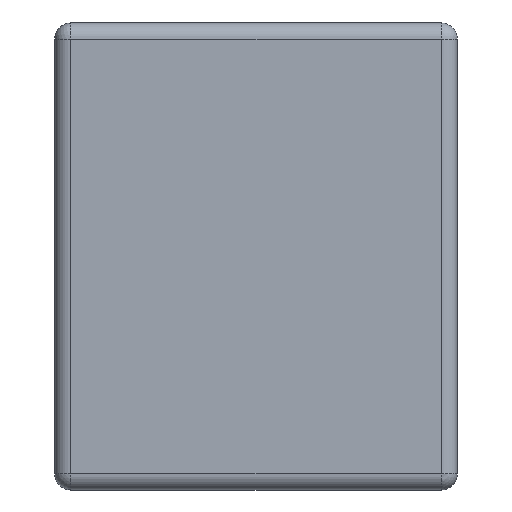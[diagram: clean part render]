
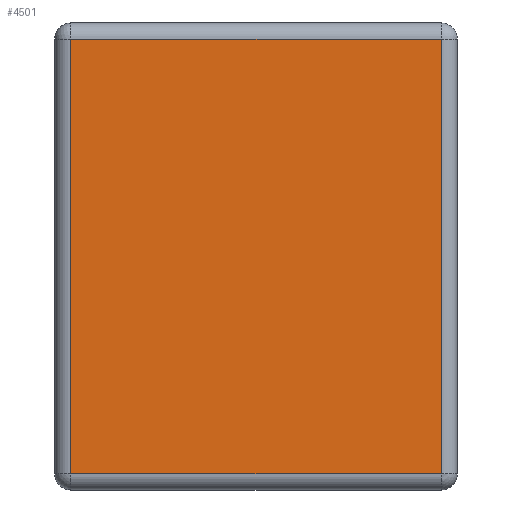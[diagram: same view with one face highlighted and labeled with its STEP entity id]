
A CAD part, left-side view. The second image highlights one B-rep face of the part: STEP entity #4501.
In plain terms, the highlighted face is planar.
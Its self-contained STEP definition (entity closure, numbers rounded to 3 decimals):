
#441=PLANE('',#4861);
#548=FACE_OUTER_BOUND('',#793,.T.);
#793=EDGE_LOOP('',(#3145,#3146,#3147,#3148));
#1037=LINE('',#5947,#1442);
#1040=LINE('',#5969,#1445);
#1045=LINE('',#5979,#1450);
#1047=LINE('',#5982,#1452);
#1442=VECTOR('',#5108,10.);
#1445=VECTOR('',#5133,10.);
#1450=VECTOR('',#5144,10.);
#1452=VECTOR('',#5148,10.);
#1892=VERTEX_POINT('',#5935);
#1895=VERTEX_POINT('',#5942);
#1897=VERTEX_POINT('',#5950);
#1901=VERTEX_POINT('',#5962);
#2371=EDGE_CURVE('',#1892,#1895,#1037,.T.);
#2381=EDGE_CURVE('',#1901,#1897,#1040,.T.);
#2387=EDGE_CURVE('',#1895,#1901,#1045,.T.);
#2389=EDGE_CURVE('',#1897,#1892,#1047,.T.);
#3145=ORIENTED_EDGE('',*,*,#2381,.F.);
#3146=ORIENTED_EDGE('',*,*,#2387,.F.);
#3147=ORIENTED_EDGE('',*,*,#2371,.F.);
#3148=ORIENTED_EDGE('',*,*,#2389,.F.);
#4501=ADVANCED_FACE('',(#548),#441,.T.);
#4861=AXIS2_PLACEMENT_3D('',#5999,#5167,#5168);
#5108=DIRECTION('',(0.,0.,1.));
#5133=DIRECTION('',(0.,0.,-1.));
#5144=DIRECTION('',(0.,1.,0.));
#5148=DIRECTION('',(0.,-1.,0.));
#5167=DIRECTION('center_axis',(1.,0.,0.));
#5168=DIRECTION('ref_axis',(0.,1.,0.));
#5935=CARTESIAN_POINT('',(0.3,-0.308,0.05));
#5942=CARTESIAN_POINT('',(0.3,-0.308,1.4));
#5947=CARTESIAN_POINT('',(0.3,-0.308,0.));
#5950=CARTESIAN_POINT('',(0.3,0.842,0.05));
#5962=CARTESIAN_POINT('',(0.3,0.842,1.4));
#5969=CARTESIAN_POINT('',(0.3,0.842,0.));
#5979=CARTESIAN_POINT('',(0.3,-0.046,1.4));
#5982=CARTESIAN_POINT('',(0.3,-0.046,0.05));
#5999=CARTESIAN_POINT('Origin',(0.3,-0.358,0.));
